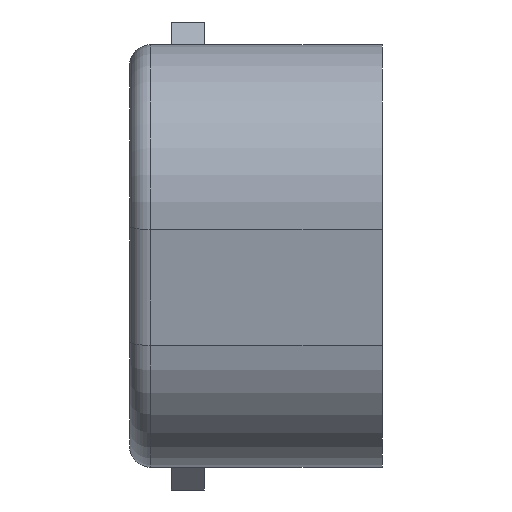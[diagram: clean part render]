
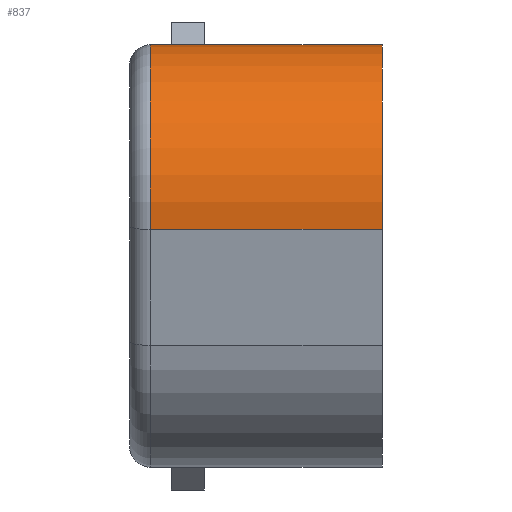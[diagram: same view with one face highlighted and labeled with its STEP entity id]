
A CAD part, left-side view. The second image highlights one B-rep face of the part: STEP entity #837.
In plain terms, the highlighted cylindrical face has radius 3.8 mm (diameter 7.6 mm), a partial arc.
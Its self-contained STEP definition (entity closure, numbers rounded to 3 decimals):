
#33=CYLINDRICAL_SURFACE('',#920,3.8);
#100=LINE('',#1426,#178);
#102=LINE('',#1430,#180);
#178=VECTOR('',#1088,1000.);
#180=VECTOR('',#1092,1000.);
#306=ORIENTED_EDGE('',*,*,#533,.T.);
#307=ORIENTED_EDGE('',*,*,#534,.T.);
#308=ORIENTED_EDGE('',*,*,#531,.F.);
#309=ORIENTED_EDGE('',*,*,#512,.T.);
#512=EDGE_CURVE('',#629,#628,#673,.T.);
#531=EDGE_CURVE('',#629,#640,#100,.T.);
#533=EDGE_CURVE('',#628,#641,#102,.T.);
#534=EDGE_CURVE('',#641,#640,#683,.F.);
#628=VERTEX_POINT('',#1390);
#629=VERTEX_POINT('',#1392);
#640=VERTEX_POINT('',#1427);
#641=VERTEX_POINT('',#1431);
#673=CIRCLE('',#905,3.8);
#683=CIRCLE('',#921,3.8);
#714=EDGE_LOOP('',(#306,#307,#308,#309));
#766=FACE_BOUND('',#714,.T.);
#837=ADVANCED_FACE('',(#766),#33,.T.);
#905=AXIS2_PLACEMENT_3D('',#1391,#1049,#1050);
#920=AXIS2_PLACEMENT_3D('',#1429,#1090,#1091);
#921=AXIS2_PLACEMENT_3D('',#1432,#1093,#1094);
#1049=DIRECTION('',(0.,1.,0.));
#1050=DIRECTION('',(1.,0.,0.));
#1088=DIRECTION('',(0.,1.,0.));
#1090=DIRECTION('',(0.,1.,0.));
#1091=DIRECTION('',(0.,0.,1.));
#1092=DIRECTION('',(0.,1.,0.));
#1093=DIRECTION('',(0.,1.,0.));
#1094=DIRECTION('',(0.,0.,1.));
#1390=CARTESIAN_POINT('',(-16.5,-3.05,5.1));
#1391=CARTESIAN_POINT('',(-16.5,-3.05,1.3));
#1392=CARTESIAN_POINT('',(-20.242,-3.05,0.64));
#1426=CARTESIAN_POINT('',(-20.242,-3.05,0.64));
#1427=CARTESIAN_POINT('',(-20.242,2.55,0.64));
#1429=CARTESIAN_POINT('',(-16.5,-3.05,1.3));
#1430=CARTESIAN_POINT('',(-16.5,-3.05,5.1));
#1431=CARTESIAN_POINT('',(-16.5,2.55,5.1));
#1432=CARTESIAN_POINT('',(-16.5,2.55,1.3));
